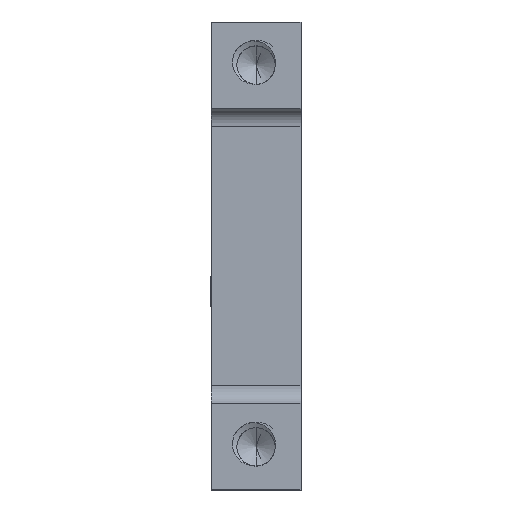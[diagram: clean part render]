
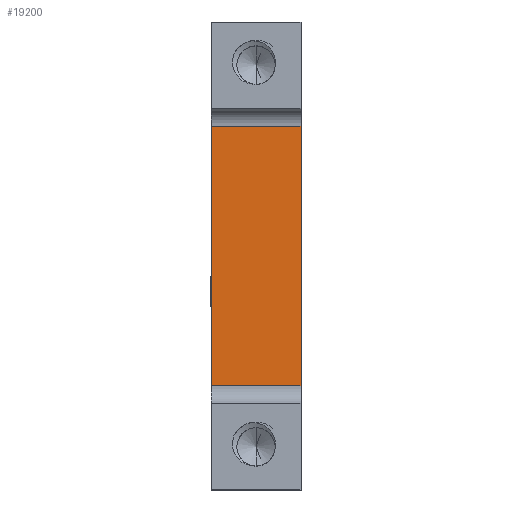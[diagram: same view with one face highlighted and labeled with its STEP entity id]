
A CAD part, left-side view. The second image highlights one B-rep face of the part: STEP entity #19200.
In plain terms, the highlighted planar face has unit normal (-1, 0, 0).
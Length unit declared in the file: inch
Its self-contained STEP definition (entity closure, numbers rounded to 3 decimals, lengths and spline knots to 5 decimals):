
#1793 = CARTESIAN_POINT ( 'NONE',  ( -0.5475, 0.25, -0.36 ) ) ;
#1933 = CARTESIAN_POINT ( 'NONE',  ( -0.5475, 0.25, 0.36 ) ) ;
#2016 = DIRECTION ( 'NONE',  ( 0., 0., 1. ) ) ;
#2265 = EDGE_LOOP ( 'NONE', ( #11714, #3537, #15233, #14251 ) ) ;
#2471 = CARTESIAN_POINT ( 'NONE',  ( -0.5475, 0., -0.41 ) ) ;
#3537 = ORIENTED_EDGE ( 'NONE', *, *, #22292, .T. ) ;
#3688 = CARTESIAN_POINT ( 'NONE',  ( -0.5475, 0.25, -0.41 ) ) ;
#3773 = DIRECTION ( 'NONE',  ( 0., 1., 0. ) ) ;
#4096 = DIRECTION ( 'NONE',  ( 0., -1., 0. ) ) ;
#4863 = VECTOR ( 'NONE', #3773, 39.37008 ) ;
#4926 = VECTOR ( 'NONE', #6161, 39.37008 ) ;
#6161 = DIRECTION ( 'NONE',  ( 0., 0., 1. ) ) ;
#6517 = CARTESIAN_POINT ( 'NONE',  ( -0.5475, 0., 0.36 ) ) ;
#6860 = PLANE ( 'NONE',  #24800 ) ;
#7260 = VECTOR ( 'NONE', #2016, 39.37008 ) ;
#8324 = VERTEX_POINT ( 'NONE', #6517 ) ;
#9360 = LINE ( 'NONE', #3688, #7260 ) ;
#11009 = EDGE_CURVE ( 'NONE', #15036, #23899, #23871, .T. ) ;
#11714 = ORIENTED_EDGE ( 'NONE', *, *, #13276, .T. ) ;
#12569 = DIRECTION ( 'NONE',  ( 0., 0., -1. ) ) ;
#12727 = CARTESIAN_POINT ( 'NONE',  ( -0.5475, 0.25, -0.41 ) ) ;
#13276 = EDGE_CURVE ( 'NONE', #23899, #8324, #18996, .T. ) ;
#13596 = LINE ( 'NONE', #1933, #4863 ) ;
#14251 = ORIENTED_EDGE ( 'NONE', *, *, #11009, .T. ) ;
#15036 = VERTEX_POINT ( 'NONE', #1793 ) ;
#15233 = ORIENTED_EDGE ( 'NONE', *, *, #22261, .F. ) ;
#15254 = CARTESIAN_POINT ( 'NONE',  ( -0.5475, 0., -0.36 ) ) ;
#15595 = CARTESIAN_POINT ( 'NONE',  ( -0.5475, 0., -0.36 ) ) ;
#18762 = VECTOR ( 'NONE', #4096, 39.37008 ) ;
#18996 = LINE ( 'NONE', #2471, #4926 ) ;
#19200 = ADVANCED_FACE ( 'NONE', ( #22334 ), #6860, .F. ) ;
#20322 = DIRECTION ( 'NONE',  ( 1., 0., 0. ) ) ;
#20771 = CARTESIAN_POINT ( 'NONE',  ( -0.5475, 0.25, 0.36 ) ) ;
#22261 = EDGE_CURVE ( 'NONE', #15036, #22967, #9360, .T. ) ;
#22292 = EDGE_CURVE ( 'NONE', #8324, #22967, #13596, .T. ) ;
#22334 = FACE_OUTER_BOUND ( 'NONE', #2265, .T. ) ;
#22967 = VERTEX_POINT ( 'NONE', #20771 ) ;
#23871 = LINE ( 'NONE', #15254, #18762 ) ;
#23899 = VERTEX_POINT ( 'NONE', #15595 ) ;
#24800 = AXIS2_PLACEMENT_3D ( 'NONE', #12727, #20322, #12569 ) ;
